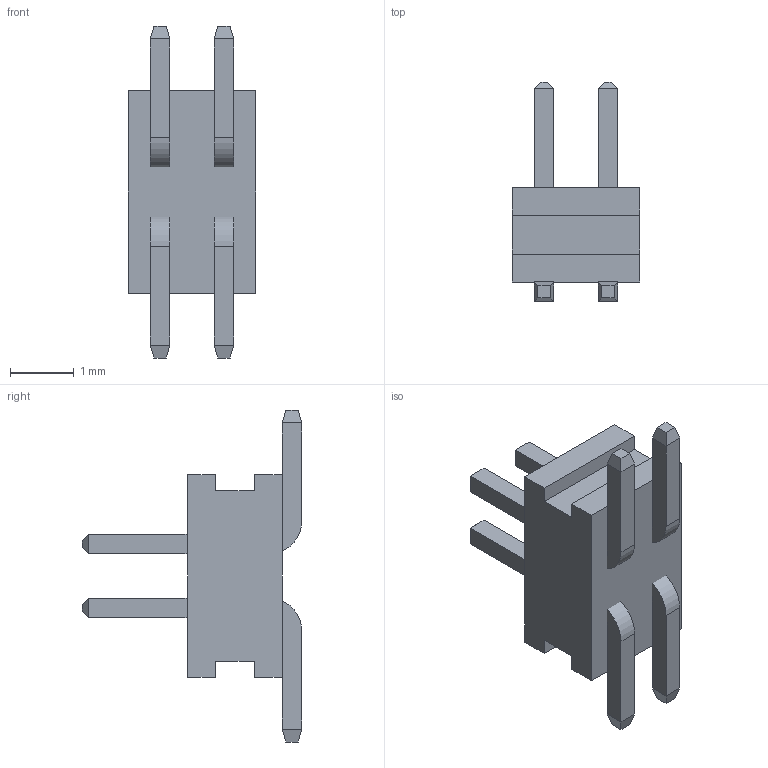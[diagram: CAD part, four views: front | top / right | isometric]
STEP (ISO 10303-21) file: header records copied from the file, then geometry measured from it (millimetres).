
FILE_DESCRIPTION( ( 'STEP AP203' ), ' ' );
FILE_NAME( 'FTMH-102-03-L-DV.stp', '2016-04-29T22:51:28', ( '' ), ( '' ), ' ', 'PARTsolutions', ' ' );
FILE_SCHEMA( ( 'CONFIG_CONTROL_DESIGN' ) );
Length unit declared in the file: inch
Products named in the file (3): FTMH-102-03-L-DV; _FTMH-102-03-L-DV_body; _FTMH-102-03-L-DV_pins1
Assembly tree (2 placements, depth 2):
  FTMH-102-03-L-DV
    _FTMH-102-03-L-DV_body
    _FTMH-102-03-L-DV_pins1
Bounding box: 2 x 3.44 x 5.21 mm (x, y, z)
Volume: 11.2 mm3; surface area: 59.5 mm2
Topology: 2 solids, 2 shells, 106 faces, 274 edges, 172 vertices
Faces by surface type: plane 102, cylinder 4
Entity records: 3238 total; most frequent: CARTESIAN_POINT 555, ORIENTED_EDGE 548, DIRECTION 500, EDGE_CURVE 274, LINE 266, VECTOR 266, VERTEX_POINT 172, AXIS2_PLACEMENT_3D 117
